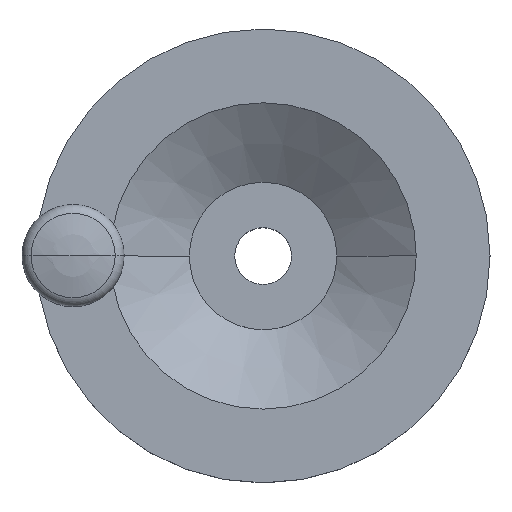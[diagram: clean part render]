
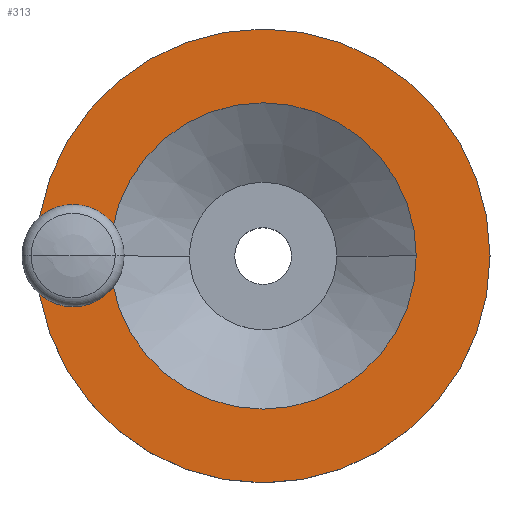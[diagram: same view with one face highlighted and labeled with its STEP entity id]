
A CAD part, top view. The second image highlights one B-rep face of the part: STEP entity #313.
In plain terms, the highlighted planar face has unit normal (0, 0, 1).
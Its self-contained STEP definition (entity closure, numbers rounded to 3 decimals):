
#179=EDGE_CURVE('',#257,#385,#478,.T.);
#207=EDGE_CURVE('',#283,#271,#512,.T.);
#257=VERTEX_POINT('',#568);
#265=EDGE_CURVE('',#271,#283,#576,.T.);
#271=VERTEX_POINT('',#582);
#283=VERTEX_POINT('',#594);
#313=ADVANCED_FACE('',(#629,#630,#631),#632,.T.);
#315=EDGE_CURVE('',#341,#321,#634,.T.);
#321=VERTEX_POINT('',#642);
#337=EDGE_CURVE('',#385,#257,#660,.T.);
#341=VERTEX_POINT('',#664);
#385=VERTEX_POINT('',#715);
#411=EDGE_CURVE('',#321,#341,#743,.T.);
#478=CIRCLE('',#805,5.);
#512=CIRCLE('',#847,27.0);
#568=CARTESIAN_POINT('',(-38.5,0.,26.0));
#576=CIRCLE('',#927,27.0);
#582=CARTESIAN_POINT('',(27.,0.,26.0));
#594=CARTESIAN_POINT('',(-27.0,0.,26.0));
#629=FACE_BOUND('',#997,.T.);
#630=FACE_OUTER_BOUND('',#998,.T.);
#631=FACE_BOUND('',#999,.T.);
#632=PLANE('',#1000);
#634=CIRCLE('',#1003,40.0);
#642=CARTESIAN_POINT('',(40.,0.,26.0));
#660=CIRCLE('',#1035,5.);
#664=CARTESIAN_POINT('',(-40.0,0.,26.0));
#715=CARTESIAN_POINT('',(-28.5,0.,26.0));
#743=CIRCLE('',#1143,40.0);
#805=AXIS2_PLACEMENT_3D('',#1216,#1217,#1218);
#847=AXIS2_PLACEMENT_3D('',#1274,#1275,#1276);
#927=AXIS2_PLACEMENT_3D('',#1345,#1346,#1347);
#997=EDGE_LOOP('',(#1420,#1421));
#998=EDGE_LOOP('',(#1422,#1423));
#999=EDGE_LOOP('',(#1424,#1425));
#1000=AXIS2_PLACEMENT_3D('',#1426,#1427,#1428);
#1003=AXIS2_PLACEMENT_3D('',#1429,#1430,#1431);
#1035=AXIS2_PLACEMENT_3D('',#1461,#1462,#1463);
#1143=AXIS2_PLACEMENT_3D('',#1578,#1579,#1580);
#1216=CARTESIAN_POINT('',(-33.5,0.,26.0));
#1217=DIRECTION('',(-0.0,0.0,-1.0));
#1218=DIRECTION('',(-1.0,0.,0.0));
#1274=CARTESIAN_POINT('',(0.,0.,26.0));
#1275=DIRECTION('',(-0.0,0.0,-1.0));
#1276=DIRECTION('',(-1.0,0.,0.0));
#1345=CARTESIAN_POINT('',(0.,0.,26.0));
#1346=DIRECTION('',(-0.0,0.0,-1.0));
#1347=DIRECTION('',(-1.0,0.,0.0));
#1420=ORIENTED_EDGE('',*,*,#179,.T.);
#1421=ORIENTED_EDGE('',*,*,#337,.T.);
#1422=ORIENTED_EDGE('',*,*,#315,.F.);
#1423=ORIENTED_EDGE('',*,*,#411,.F.);
#1424=ORIENTED_EDGE('',*,*,#207,.T.);
#1425=ORIENTED_EDGE('',*,*,#265,.T.);
#1426=CARTESIAN_POINT('',(-33.5,0.,26.0));
#1427=DIRECTION('',(0.0,0.0,1.0));
#1428=DIRECTION('',(-1.0,0.,0.0));
#1429=CARTESIAN_POINT('',(0.,0.,26.0));
#1430=DIRECTION('',(-0.0,0.0,-1.0));
#1431=DIRECTION('',(-1.0,0.,0.0));
#1461=CARTESIAN_POINT('',(-33.5,0.,26.0));
#1462=DIRECTION('',(-0.0,0.0,-1.0));
#1463=DIRECTION('',(-1.0,0.,0.0));
#1578=CARTESIAN_POINT('',(0.,0.,26.0));
#1579=DIRECTION('',(-0.0,0.0,-1.0));
#1580=DIRECTION('',(-1.0,0.,0.0));
